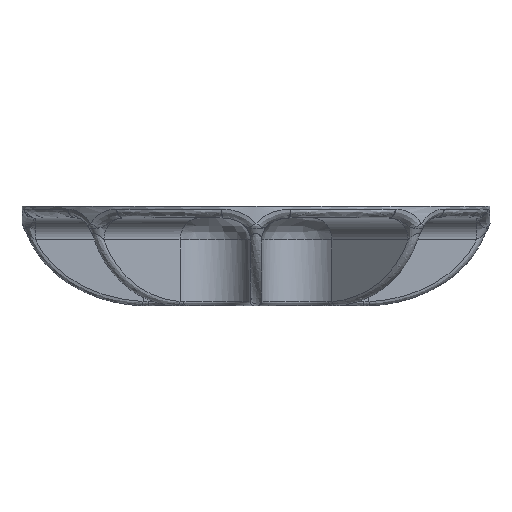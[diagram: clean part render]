
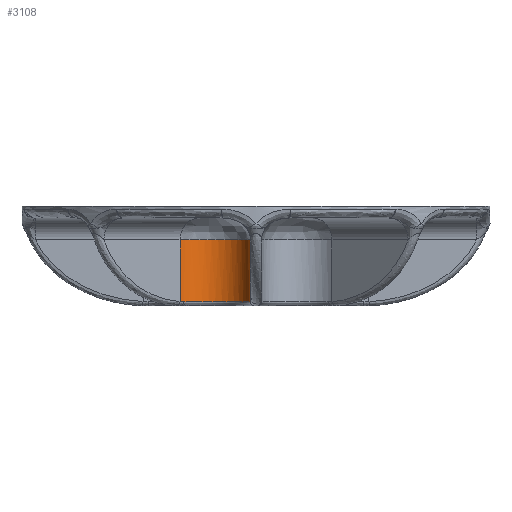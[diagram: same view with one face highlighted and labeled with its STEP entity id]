
A CAD part, left-side view. The second image highlights one B-rep face of the part: STEP entity #3108.
In plain terms, the highlighted cylindrical face has radius 7.5 mm (diameter 15 mm), a partial arc.
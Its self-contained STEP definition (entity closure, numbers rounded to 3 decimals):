
#15=CYLINDRICAL_SURFACE('',#3346,7.5);
#56=ELLIPSE('',#3348,6.887,6.686);
#57=ELLIPSE('',#3349,6.887,6.686);
#286=CIRCLE('',#3345,7.5);
#287=CIRCLE('',#3347,7.5);
#606=FACE_OUTER_BOUND('',#813,.T.);
#813=EDGE_LOOP('',(#2313,#2314,#2315,#2316,#2317,#2318));
#1028=LINE('',#5644,#1155);
#1029=LINE('',#5648,#1156);
#1155=VECTOR('',#3813,8.);
#1156=VECTOR('',#3818,8.);
#1323=VERTEX_POINT('',#5634);
#1324=VERTEX_POINT('',#5636);
#1325=VERTEX_POINT('',#5640);
#1326=VERTEX_POINT('',#5641);
#1327=VERTEX_POINT('',#5643);
#1328=VERTEX_POINT('',#5646);
#1683=EDGE_CURVE('',#1324,#1323,#286,.T.);
#1684=EDGE_CURVE('',#1325,#1326,#287,.T.);
#1685=EDGE_CURVE('',#1325,#1327,#1028,.T.);
#1686=EDGE_CURVE('',#1323,#1327,#56,.T.);
#1687=EDGE_CURVE('',#1328,#1324,#57,.T.);
#1688=EDGE_CURVE('',#1328,#1326,#1029,.T.);
#2313=ORIENTED_EDGE('',*,*,#1684,.F.);
#2314=ORIENTED_EDGE('',*,*,#1685,.T.);
#2315=ORIENTED_EDGE('',*,*,#1686,.F.);
#2316=ORIENTED_EDGE('',*,*,#1683,.F.);
#2317=ORIENTED_EDGE('',*,*,#1687,.F.);
#2318=ORIENTED_EDGE('',*,*,#1688,.T.);
#3108=ADVANCED_FACE('',(#606),#15,.F.);
#3345=AXIS2_PLACEMENT_3D('',#5638,#3807,#3808);
#3346=AXIS2_PLACEMENT_3D('',#5639,#3809,#3810);
#3347=AXIS2_PLACEMENT_3D('',#5642,#3811,#3812);
#3348=AXIS2_PLACEMENT_3D('',#5645,#3814,#3815);
#3349=AXIS2_PLACEMENT_3D('',#5647,#3816,#3817);
#3807=DIRECTION('center_axis',(0.,0.,1.));
#3808=DIRECTION('ref_axis',(0.924,-0.383,0.));
#3809=DIRECTION('center_axis',(0.,0.,1.));
#3810=DIRECTION('ref_axis',(0.924,-0.383,0.));
#3811=DIRECTION('center_axis',(0.,0.,-1.));
#3812=DIRECTION('ref_axis',(0.924,-0.383,0.));
#3813=DIRECTION('',(0.,0.,-1.));
#3814=DIRECTION('center_axis',(0.259,0.203,0.944));
#3815=DIRECTION('ref_axis',(-0.616,0.788,0.));
#3816=DIRECTION('center_axis',(0.04,-0.327,0.944));
#3817=DIRECTION('ref_axis',(0.993,0.121,0.));
#3818=DIRECTION('',(0.,0.,1.));
#5634=CARTESIAN_POINT('',(-14.612,13.119,-8.56));
#5636=CARTESIAN_POINT('',(-19.608,1.056,-8.56));
#5638=CARTESIAN_POINT('Origin',(-20.521,8.5,-8.56));
#5639=CARTESIAN_POINT('Origin',(-20.521,8.5,-1.36));
#5640=CARTESIAN_POINT('',(-15.218,13.803,2.64));
#5641=CARTESIAN_POINT('',(-20.521,1.,2.64));
#5642=CARTESIAN_POINT('Origin',(-20.521,8.5,2.64));
#5643=CARTESIAN_POINT('',(-15.218,13.803,-8.541));
#5644=CARTESIAN_POINT('',(-15.218,13.803,-1.36));
#5645=CARTESIAN_POINT('Origin',(-19.586,9.231,-6.358));
#5646=CARTESIAN_POINT('',(-20.521,1.,-8.541));
#5647=CARTESIAN_POINT('Origin',(-20.376,7.322,-6.358));
#5648=CARTESIAN_POINT('',(-20.521,1.,-1.36));
